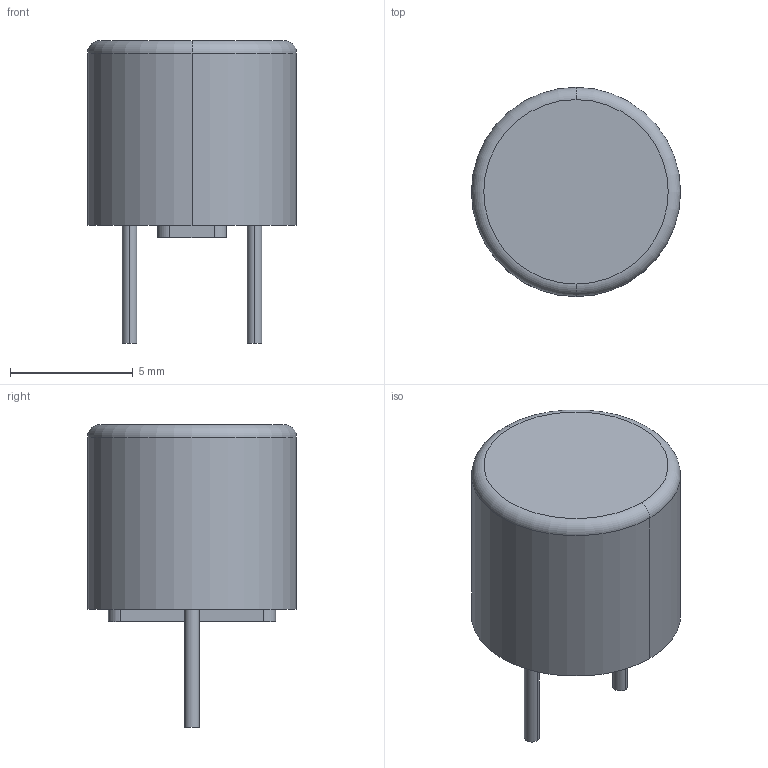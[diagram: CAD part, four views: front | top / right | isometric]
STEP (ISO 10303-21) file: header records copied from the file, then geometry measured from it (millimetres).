
FILE_DESCRIPTION(('FreeCAD Model'),'2;1');
FILE_NAME( 'User Library-Fu첩vel 37200500411.step', '2020-03-21T12:42:55',('kicad StepUp'),('ksu MCAD'), 'Open CASCADE STEP processor 7.3','FreeCAD','Unknown');
FILE_SCHEMA(('AUTOMOTIVE_DESIGN { 1 0 10303 214 1 1 1 1 }'));
Length unit declared in the file: millimetre
Products named in the file (1): User_Library-Fu?vel_37200500411
Bounding box: 8.5 x 8.5 x 12.3 mm (x, y, z)
Volume: 436.3 mm3; surface area: 335.2 mm2
Topology: 1 solids, 1 shells, 21 faces, 46 edges, 30 vertices
Faces by surface type: cylinder 10, plane 9, torus 2
Entity records: 749 total; most frequent: DIRECTION 114, CARTESIAN_POINT 98, ORIENTED_EDGE 92, AXIS2_PLACEMENT_3D 46, EDGE_CURVE 46, VERTEX_POINT 30, FACE_BOUND 24, EDGE_LOOP 24
